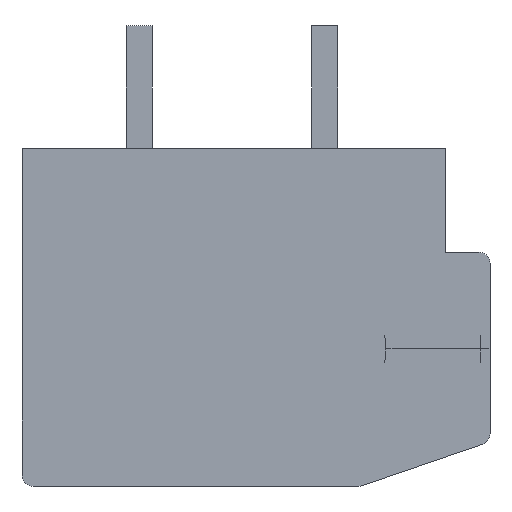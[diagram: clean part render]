
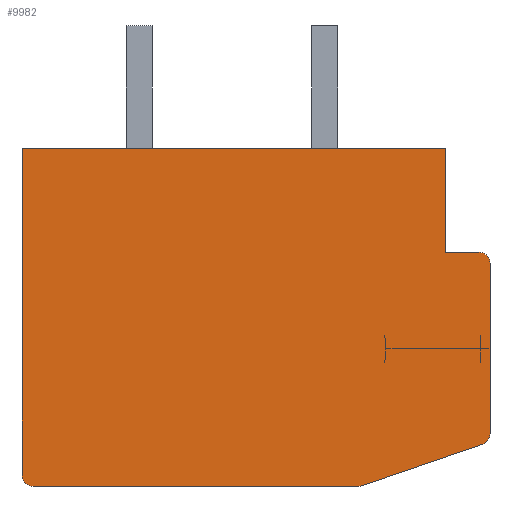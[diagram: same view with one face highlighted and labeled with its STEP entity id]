
A CAD part, front view. The second image highlights one B-rep face of the part: STEP entity #9982.
In plain terms, the highlighted planar face has unit normal (0, -1, 0).
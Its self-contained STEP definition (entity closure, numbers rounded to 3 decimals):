
#1=CARTESIAN_POINT('',(6.,-114.64,-3.136));
#2=DIRECTION('',(0.,-1.,0.));
#3=DIRECTION('',(0.324,0.,-0.946));
#4=AXIS2_PLACEMENT_3D('',#1,#2,#3);
#6=DIRECTION('',(-0.946,0.,-0.324));
#7=VECTOR('',#6,3.486);
#8=CARTESIAN_POINT('',(6.097,-114.64,-3.419));
#9=LINE('',#8,#7);
#10=DIRECTION('',(-1.,0.,0.));
#11=VECTOR('',#10,8.8);
#12=CARTESIAN_POINT('',(2.8,-114.64,-4.55));
#13=LINE('',#12,#11);
#14=CARTESIAN_POINT('',(-6.,-114.64,-4.25));
#15=DIRECTION('',(0.,-1.,0.));
#16=DIRECTION('',(-1.,0.,0.));
#17=AXIS2_PLACEMENT_3D('',#14,#15,#16);
#19=DIRECTION('',(0.,0.,1.));
#20=VECTOR('',#19,8.8);
#21=CARTESIAN_POINT('',(-6.3,-114.64,-4.25));
#22=LINE('',#21,#20);
#23=DIRECTION('',(1.,0.,0.));
#24=VECTOR('',#23,11.4);
#25=CARTESIAN_POINT('',(-6.3,-114.64,4.55));
#26=LINE('',#25,#24);
#27=DIRECTION('',(0.,0.,-1.));
#28=VECTOR('',#27,2.8);
#29=CARTESIAN_POINT('',(5.1,-114.64,4.55));
#30=LINE('',#29,#28);
#31=DIRECTION('',(1.,0.,0.));
#32=VECTOR('',#31,0.9);
#33=CARTESIAN_POINT('',(5.1,-114.64,1.75));
#34=LINE('',#33,#32);
#35=CARTESIAN_POINT('',(6.,-114.64,1.45));
#36=DIRECTION('',(0.,-1.,0.));
#37=DIRECTION('',(1.,0.,0.));
#38=AXIS2_PLACEMENT_3D('',#35,#36,#37);
#40=DIRECTION('',(0.,0.,-1.));
#41=VECTOR('',#40,4.586);
#42=CARTESIAN_POINT('',(6.3,-114.64,1.45));
#43=LINE('',#42,#41);
#7675=CARTESIAN_POINT('',(-6.3,-114.64,4.55));
#7676=CARTESIAN_POINT('',(5.1,-114.64,4.55));
#7677=VERTEX_POINT('',#7675);
#7678=VERTEX_POINT('',#7676);
#7679=CARTESIAN_POINT('',(5.1,-114.64,1.75));
#7680=VERTEX_POINT('',#7679);
#7681=CARTESIAN_POINT('',(6.097,-114.64,-3.419));
#7682=CARTESIAN_POINT('',(6.3,-114.64,-3.136));
#7683=VERTEX_POINT('',#7681);
#7684=VERTEX_POINT('',#7682);
#7685=CARTESIAN_POINT('',(6.3,-114.64,1.45));
#7686=CARTESIAN_POINT('',(6.,-114.64,1.75));
#7687=VERTEX_POINT('',#7685);
#7688=VERTEX_POINT('',#7686);
#7689=CARTESIAN_POINT('',(-6.3,-114.64,-4.25));
#7690=CARTESIAN_POINT('',(-6.,-114.64,-4.55));
#7691=VERTEX_POINT('',#7689);
#7692=VERTEX_POINT('',#7690);
#7693=CARTESIAN_POINT('',(2.8,-114.64,-4.55));
#7694=VERTEX_POINT('',#7693);
#9955=CARTESIAN_POINT('',(0.,-114.64,0.));
#9956=DIRECTION('',(0.,1.,0.));
#9957=DIRECTION('',(1.,0.,0.));
#9958=AXIS2_PLACEMENT_3D('',#9955,#9956,#9957);
#9959=PLANE('',#9958);
#9961=ORIENTED_EDGE('',*,*,#9960,.F.);
#9963=ORIENTED_EDGE('',*,*,#9962,.T.);
#9965=ORIENTED_EDGE('',*,*,#9964,.T.);
#9967=ORIENTED_EDGE('',*,*,#9966,.F.);
#9969=ORIENTED_EDGE('',*,*,#9968,.T.);
#9971=ORIENTED_EDGE('',*,*,#9970,.T.);
#9973=ORIENTED_EDGE('',*,*,#9972,.T.);
#9975=ORIENTED_EDGE('',*,*,#9974,.T.);
#9977=ORIENTED_EDGE('',*,*,#9976,.F.);
#9979=ORIENTED_EDGE('',*,*,#9978,.T.);
#9980=EDGE_LOOP('',(#9961,#9963,#9965,#9967,#9969,#9971,#9973,#9975,#9977,
#9979));
#9981=FACE_OUTER_BOUND('',#9980,.F.);
#9982=ADVANCED_FACE('',(#9981),#9959,.F.);
#5=CIRCLE('',#4,0.3);
#18=CIRCLE('',#17,0.3);
#39=CIRCLE('',#38,0.3);
#9960=EDGE_CURVE('',#7683,#7684,#5,.T.);
#9962=EDGE_CURVE('',#7683,#7694,#9,.T.);
#9964=EDGE_CURVE('',#7694,#7692,#13,.T.);
#9966=EDGE_CURVE('',#7691,#7692,#18,.T.);
#9968=EDGE_CURVE('',#7691,#7677,#22,.T.);
#9970=EDGE_CURVE('',#7677,#7678,#26,.T.);
#9972=EDGE_CURVE('',#7678,#7680,#30,.T.);
#9974=EDGE_CURVE('',#7680,#7688,#34,.T.);
#9976=EDGE_CURVE('',#7687,#7688,#39,.T.);
#9978=EDGE_CURVE('',#7687,#7684,#43,.T.);
